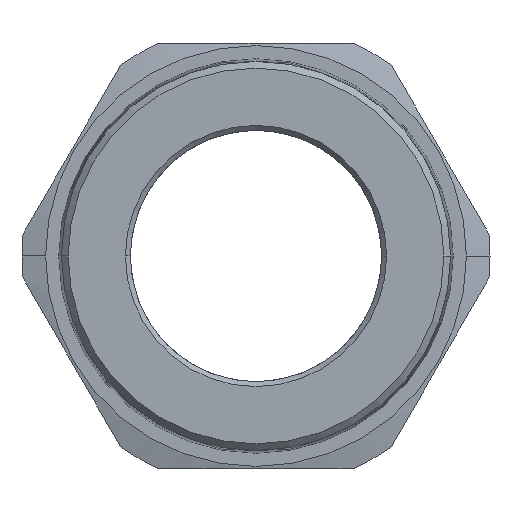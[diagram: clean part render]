
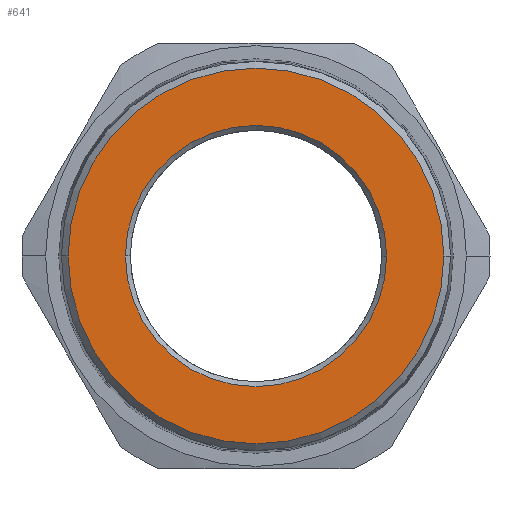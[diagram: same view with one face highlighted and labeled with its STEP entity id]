
A CAD part, left-side view. The second image highlights one B-rep face of the part: STEP entity #641.
In plain terms, the highlighted planar face has unit normal (-1, 0, 0).
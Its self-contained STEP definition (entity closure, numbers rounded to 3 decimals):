
#72 = FACE_OUTER_BOUND ( 'NONE', #3657, .T. ) ;
#162 = DIRECTION ( 'NONE',  ( 0., -1., 0. ) ) ;
#225 = ORIENTED_EDGE ( 'NONE', *, *, #2613, .T. ) ;
#231 = AXIS2_PLACEMENT_3D ( 'NONE', #599, #3472, #4392 ) ;
#371 = CARTESIAN_POINT ( 'NONE',  ( -21.525, -19.95, 0. ) ) ;
#463 = AXIS2_PLACEMENT_3D ( 'NONE', #556, #1428, #4014 ) ;
#556 = CARTESIAN_POINT ( 'NONE',  ( -21.525, 0., 0. ) ) ;
#599 = CARTESIAN_POINT ( 'NONE',  ( -21.525, 0., 0. ) ) ;
#641 = ADVANCED_FACE ( 'NONE', ( #72, #3123 ), #1014, .F. ) ;
#788 = CARTESIAN_POINT ( 'NONE',  ( -21.525, -28.696, 0. ) ) ;
#929 = EDGE_LOOP ( 'NONE', ( #2643, #225 ) ) ;
#973 = DIRECTION ( 'NONE',  ( 1., 0., 0. ) ) ;
#1014 = PLANE ( 'NONE',  #463 ) ;
#1074 = CARTESIAN_POINT ( 'NONE',  ( -21.525, 0., 0. ) ) ;
#1129 = ORIENTED_EDGE ( 'NONE', *, *, #2713, .T. ) ;
#1258 = AXIS2_PLACEMENT_3D ( 'NONE', #3557, #973, #3941 ) ;
#1428 = DIRECTION ( 'NONE',  ( 1., 0., 0. ) ) ;
#1467 = CARTESIAN_POINT ( 'NONE',  ( -21.525, 0., 0. ) ) ;
#1671 = EDGE_CURVE ( 'NONE', #4245, #3622, #3851, .T. ) ;
#2117 = CIRCLE ( 'NONE', #4388, 28.696 ) ;
#2127 = EDGE_CURVE ( 'NONE', #2250, #3204, #2393, .T. ) ;
#2250 = VERTEX_POINT ( 'NONE', #5277 ) ;
#2393 = CIRCLE ( 'NONE', #231, 19.95 ) ;
#2511 = ORIENTED_EDGE ( 'NONE', *, *, #1671, .T. ) ;
#2613 = EDGE_CURVE ( 'NONE', #3204, #2250, #4893, .T. ) ;
#2643 = ORIENTED_EDGE ( 'NONE', *, *, #2127, .T. ) ;
#2713 = EDGE_CURVE ( 'NONE', #3622, #4245, #2117, .T. ) ;
#3123 = FACE_BOUND ( 'NONE', #929, .T. ) ;
#3204 = VERTEX_POINT ( 'NONE', #371 ) ;
#3472 = DIRECTION ( 'NONE',  ( 1., 0., 0. ) ) ;
#3557 = CARTESIAN_POINT ( 'NONE',  ( -21.525, 0., 0. ) ) ;
#3622 = VERTEX_POINT ( 'NONE', #5436 ) ;
#3657 = EDGE_LOOP ( 'NONE', ( #2511, #1129 ) ) ;
#3687 = DIRECTION ( 'NONE',  ( 0., -1., 0. ) ) ;
#3695 = AXIS2_PLACEMENT_3D ( 'NONE', #1467, #5322, #162 ) ;
#3851 = CIRCLE ( 'NONE', #3695, 28.696 ) ;
#3941 = DIRECTION ( 'NONE',  ( 0., -1., 0. ) ) ;
#4014 = DIRECTION ( 'NONE',  ( 0., -1., 0. ) ) ;
#4034 = DIRECTION ( 'NONE',  ( -1., 0., 0. ) ) ;
#4245 = VERTEX_POINT ( 'NONE', #788 ) ;
#4388 = AXIS2_PLACEMENT_3D ( 'NONE', #1074, #4034, #3687 ) ;
#4392 = DIRECTION ( 'NONE',  ( 0., -1., 0. ) ) ;
#4893 = CIRCLE ( 'NONE', #1258, 19.95 ) ;
#5277 = CARTESIAN_POINT ( 'NONE',  ( -21.525, 19.95, 0. ) ) ;
#5322 = DIRECTION ( 'NONE',  ( -1., 0., 0. ) ) ;
#5436 = CARTESIAN_POINT ( 'NONE',  ( -21.525, 28.696, 0. ) ) ;
